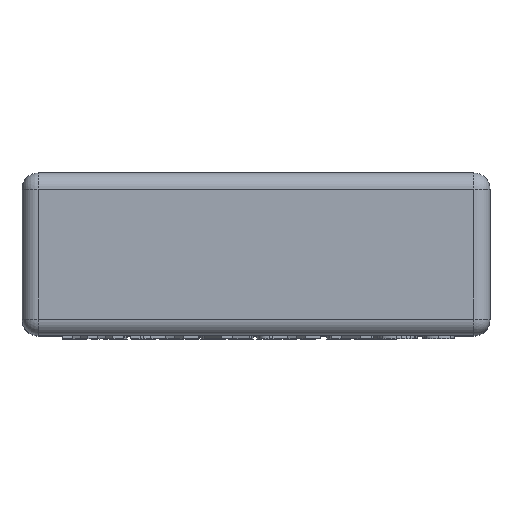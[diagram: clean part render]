
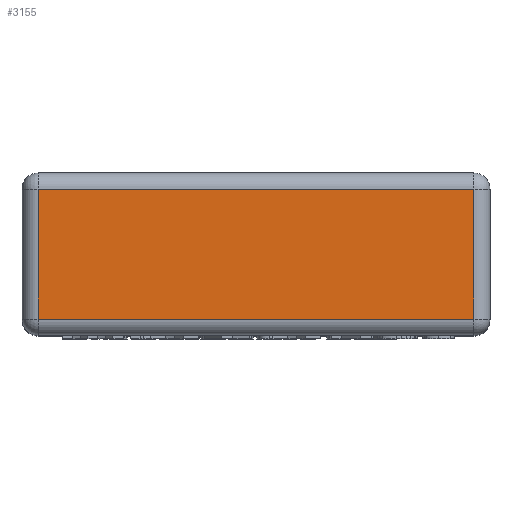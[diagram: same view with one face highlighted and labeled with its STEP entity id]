
A CAD part, top view. The second image highlights one B-rep face of the part: STEP entity #3155.
In plain terms, the highlighted planar face has unit normal (0, 0, 1).
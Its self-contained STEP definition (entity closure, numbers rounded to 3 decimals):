
#193 = VERTEX_POINT('',#194);
#194 = CARTESIAN_POINT('',(-3.35,1.,6.5));
#201 = EDGE_CURVE('',#193,#202,#204,.T.);
#202 = VERTEX_POINT('',#203);
#203 = CARTESIAN_POINT('',(-3.35,-1.,6.5));
#204 = LINE('',#205,#206);
#205 = CARTESIAN_POINT('',(-3.35,1.25,6.5));
#206 = VECTOR('',#207,1.);
#207 = DIRECTION('',(0.,-1.,0.));
#3155 = ADVANCED_FACE('',(#3156),#3181,.T.);
#3156 = FACE_BOUND('',#3157,.T.);
#3157 = EDGE_LOOP('',(#3158,#3166,#3174,#3180));
#3158 = ORIENTED_EDGE('',*,*,#3159,.T.);
#3159 = EDGE_CURVE('',#202,#3160,#3162,.T.);
#3160 = VERTEX_POINT('',#3161);
#3161 = CARTESIAN_POINT('',(3.35,-1.,6.5));
#3162 = LINE('',#3163,#3164);
#3163 = CARTESIAN_POINT('',(-3.6,-1.,6.5));
#3164 = VECTOR('',#3165,1.);
#3165 = DIRECTION('',(1.,0.,0.));
#3166 = ORIENTED_EDGE('',*,*,#3167,.F.);
#3167 = EDGE_CURVE('',#3168,#3160,#3170,.T.);
#3168 = VERTEX_POINT('',#3169);
#3169 = CARTESIAN_POINT('',(3.35,1.,6.5));
#3170 = LINE('',#3171,#3172);
#3171 = CARTESIAN_POINT('',(3.35,1.25,6.5));
#3172 = VECTOR('',#3173,1.);
#3173 = DIRECTION('',(0.,-1.,0.));
#3174 = ORIENTED_EDGE('',*,*,#3175,.F.);
#3175 = EDGE_CURVE('',#193,#3168,#3176,.T.);
#3176 = LINE('',#3177,#3178);
#3177 = CARTESIAN_POINT('',(-3.6,1.,6.5));
#3178 = VECTOR('',#3179,1.);
#3179 = DIRECTION('',(1.,0.,0.));
#3180 = ORIENTED_EDGE('',*,*,#201,.T.);
#3181 = PLANE('',#3182);
#3182 = AXIS2_PLACEMENT_3D('',#3183,#3184,#3185);
#3183 = CARTESIAN_POINT('',(-3.6,1.25,6.5));
#3184 = DIRECTION('',(0.,0.,1.));
#3185 = DIRECTION('',(1.,0.,0.));
